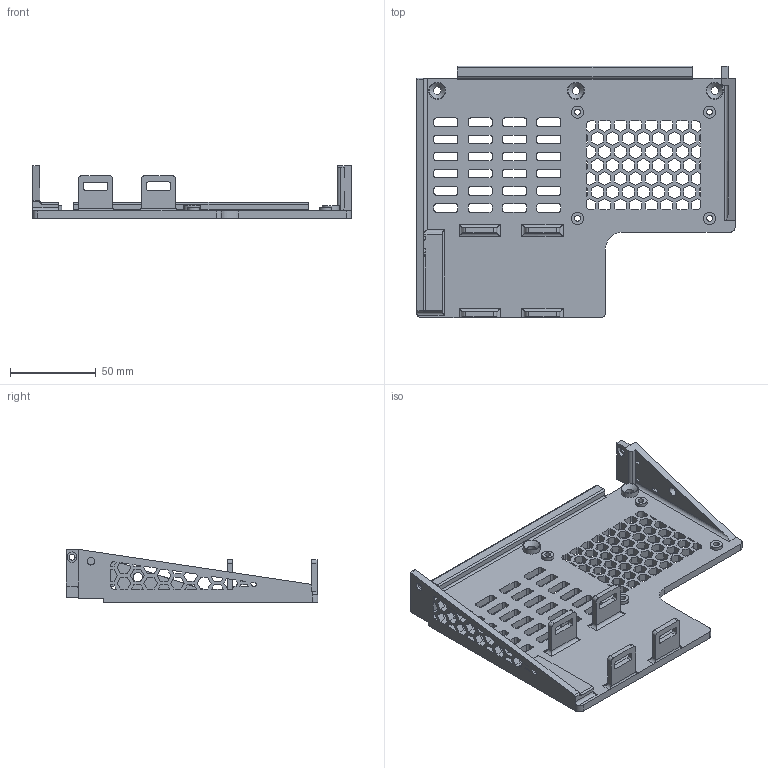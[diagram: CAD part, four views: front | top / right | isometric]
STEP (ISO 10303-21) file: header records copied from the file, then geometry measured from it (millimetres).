
FILE_DESCRIPTION(/* description */ ('','CAx-IF Rec.Pracs.---Representation and Presentation of Product Manufacturing Information (PMI)---4.0---2014-10-13'),/* implementation_level */ '2;1');
FILE_NAME(/* name */ 'left Extension(Mirror).step',/* time_stamp */ '2025-01-20T13:18:24-06:00',/* author */ (''),/* organization */ (''),/* preprocessor_version */ 'ST-DEVELOPER v20',/* originating_system */ 'Autodesk Translation Framework v13.20.0.188',/* authorisation */ '');
FILE_SCHEMA (('AP242_MANAGED_MODEL_BASED_3D_ENGINEERING_MIM_LF { 1 0 10303 442 1 1 4 }'));
Length unit declared in the file: millimetre
Products named in the file (1): left Extension(Mirror)
Bounding box: 185.75 x 146.8 x 30.9 mm (x, y, z)
Volume: 100977.4 mm3; surface area: 64914.9 mm2
Topology: 1 solids, 1 shells, 841 faces, 2469 edges, 1637 vertices
Faces by surface type: plane 650, cylinder 182, cone 8, torus 1
Full cylindrical faces by diameter (mm): 3.4 x5, 4.5 x4, 5.27 x1, 7 x4, 10 x3
Entity records: 28242 total; most frequent: CARTESIAN_POINT 5021, ORIENTED_EDGE 4938, DIRECTION 4499, EDGE_CURVE 2469, LINE 2105, VECTOR 2105, VERTEX_POINT 1637, AXIS2_PLACEMENT_3D 1197
